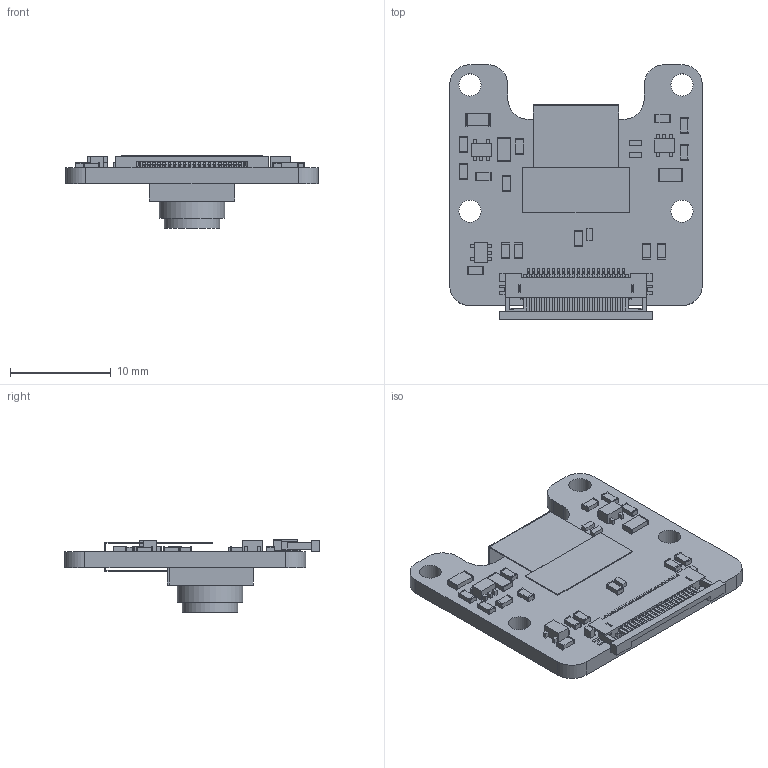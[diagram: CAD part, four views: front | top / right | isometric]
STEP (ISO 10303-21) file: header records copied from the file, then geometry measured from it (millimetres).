
FILE_DESCRIPTION(('Open CASCADE Model'),'2;1');
FILE_NAME('Open CASCADE Shape Model','2019-12-04T18:01:09',('Author'),( 'Open CASCADE'),'Open CASCADE STEP processor 6.8','Open CASCADE 6.8' ,'Unknown');
FILE_SCHEMA(('AUTOMOTIVE_DESIGN { 1 0 10303 214 1 1 1 1 }'));
Length unit declared in the file: millimetre
Products named in the file (1): PCB
Bounding box: 25 x 25.21 x 7.19 mm (x, y, z)
Volume: 1379 mm3; surface area: 2957 mm2
Topology: 84 solids, 84 shells, 1729 faces, 4864 edges, 3346 vertices
Faces by surface type: plane 1566, cylinder 163
Full cylindrical faces by diameter (mm): 2.2 x4, 5.5 x2, 6.5 x2
Entity records: 55548 total; most frequent: CARTESIAN_POINT 9956, ORIENTED_EDGE 9546, DIRECTION 8644, EDGE_CURVE 4773, LINE 4536, VECTOR 4536, VERTEX_POINT 3164, AXIS2_PLACEMENT_3D 2054
